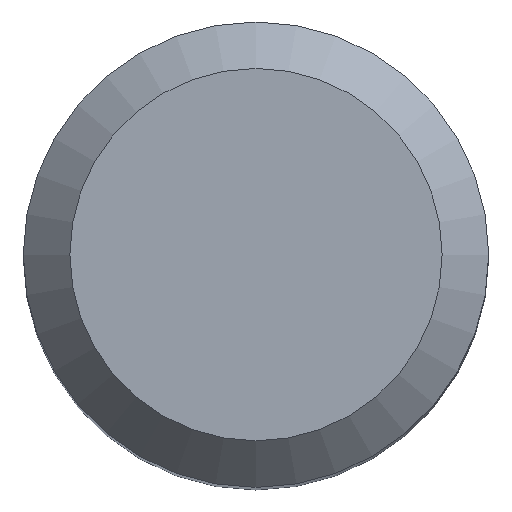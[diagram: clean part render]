
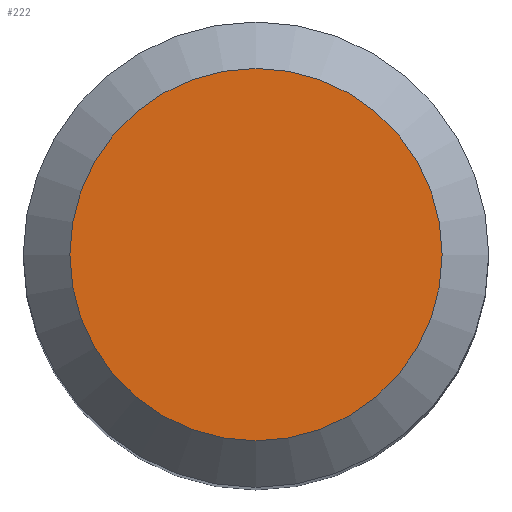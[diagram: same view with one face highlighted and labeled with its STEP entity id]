
A CAD part, top view. The second image highlights one B-rep face of the part: STEP entity #222.
In plain terms, the highlighted planar face has unit normal (0, 0, 1).
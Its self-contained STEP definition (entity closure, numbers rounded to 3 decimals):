
#16 = AXIS2_PLACEMENT_3D ( 'NONE', #177, #72, #161 ) ;
#29 = DIRECTION ( 'NONE',  ( 0., 0., -1. ) ) ;
#32 = ORIENTED_EDGE ( 'NONE', *, *, #203, .F. ) ;
#50 = PLANE ( 'NONE',  #220 ) ;
#62 = CIRCLE ( 'NONE', #16, 4. ) ;
#72 = DIRECTION ( 'NONE',  ( 0., 0., -1. ) ) ;
#82 = VERTEX_POINT ( 'NONE', #128 ) ;
#128 = CARTESIAN_POINT ( 'NONE',  ( 0., 4., 89. ) ) ;
#143 = CARTESIAN_POINT ( 'NONE',  ( 0., 0., 89. ) ) ;
#161 = DIRECTION ( 'NONE',  ( 0., 1., 0. ) ) ;
#163 = EDGE_LOOP ( 'NONE', ( #32 ) ) ;
#177 = CARTESIAN_POINT ( 'NONE',  ( 0., 0., 89. ) ) ;
#203 = EDGE_CURVE ( 'NONE', #82, #82, #62, .T. ) ;
#220 = AXIS2_PLACEMENT_3D ( 'NONE', #143, #29, #221 ) ;
#221 = DIRECTION ( 'NONE',  ( 0., 1., 0. ) ) ;
#222 = ADVANCED_FACE ( 'NONE', ( #241 ), #50, .F. ) ;
#241 = FACE_OUTER_BOUND ( 'NONE', #163, .T. ) ;
